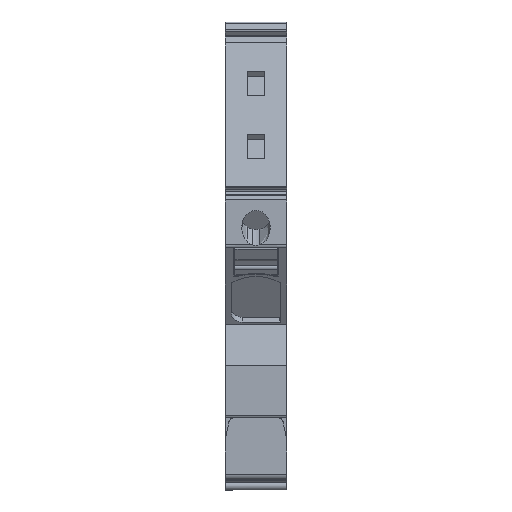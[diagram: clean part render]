
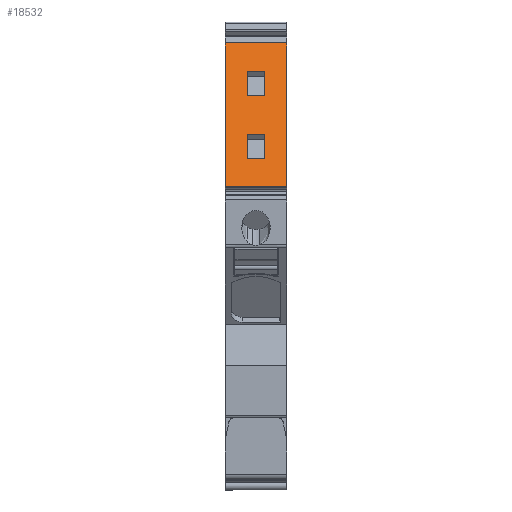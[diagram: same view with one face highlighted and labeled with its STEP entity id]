
A CAD part, top view. The second image highlights one B-rep face of the part: STEP entity #18532.
In plain terms, the highlighted planar face has unit normal (0, 0.342, 0.94).
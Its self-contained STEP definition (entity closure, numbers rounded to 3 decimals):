
#18444=AXIS2_PLACEMENT_3D('Plane Axis2P3D',#18441,#18442,#18443) ;
#13209=CARTESIAN_POINT('Vertex',(0.,59.049,50.598)) ;
#13212=CARTESIAN_POINT('Line Origine',(0.,73.051,45.502)) ;
#13216=CARTESIAN_POINT('Vertex',(0.,87.052,40.406)) ;
#18422=CARTESIAN_POINT('Line Origine',(6.61,87.052,40.406)) ;
#18426=CARTESIAN_POINT('Vertex',(12.,87.052,40.406)) ;
#18441=CARTESIAN_POINT('Axis2P3D Location',(6.,73.051,45.502)) ;
#18446=CARTESIAN_POINT('Line Origine',(6.,59.049,50.598)) ;
#18450=CARTESIAN_POINT('Vertex',(12.,59.049,50.598)) ;
#18453=CARTESIAN_POINT('Line Origine',(12.,73.051,45.502)) ;
#18464=CARTESIAN_POINT('Line Origine',(7.725,66.943,47.725)) ;
#18468=CARTESIAN_POINT('Vertex',(7.725,64.593,48.58)) ;
#18470=CARTESIAN_POINT('Vertex',(7.725,69.292,46.87)) ;
#18473=CARTESIAN_POINT('Line Origine',(6.,64.593,48.58)) ;
#18477=CARTESIAN_POINT('Vertex',(4.275,64.593,48.58)) ;
#18480=CARTESIAN_POINT('Line Origine',(4.275,66.943,47.725)) ;
#18484=CARTESIAN_POINT('Vertex',(4.275,69.292,46.87)) ;
#18487=CARTESIAN_POINT('Line Origine',(6.,69.292,46.87)) ;
#18498=CARTESIAN_POINT('Line Origine',(6.,81.508,42.424)) ;
#18502=CARTESIAN_POINT('Vertex',(7.725,81.508,42.424)) ;
#18504=CARTESIAN_POINT('Vertex',(4.275,81.508,42.424)) ;
#18507=CARTESIAN_POINT('Line Origine',(7.725,79.159,43.279)) ;
#18511=CARTESIAN_POINT('Vertex',(7.725,76.809,44.134)) ;
#18514=CARTESIAN_POINT('Line Origine',(6.,76.809,44.134)) ;
#18518=CARTESIAN_POINT('Vertex',(4.275,76.809,44.134)) ;
#18521=CARTESIAN_POINT('Line Origine',(4.275,79.159,43.279)) ;
#13213=DIRECTION('Vector Direction',(0.,-0.94,0.342)) ;
#18423=DIRECTION('Vector Direction',(-1.,0.,0.)) ;
#18442=DIRECTION('Axis2P3D Direction',(0.,0.342,0.94)) ;
#18443=DIRECTION('Axis2P3D XDirection',(1.,0.,0.)) ;
#18447=DIRECTION('Vector Direction',(1.,0.,0.)) ;
#18454=DIRECTION('Vector Direction',(0.,-0.94,0.342)) ;
#18465=DIRECTION('Vector Direction',(0.,-0.94,0.342)) ;
#18474=DIRECTION('Vector Direction',(1.,0.,0.)) ;
#18481=DIRECTION('Vector Direction',(0.,-0.94,0.342)) ;
#18488=DIRECTION('Vector Direction',(1.,0.,0.)) ;
#18499=DIRECTION('Vector Direction',(1.,0.,0.)) ;
#18508=DIRECTION('Vector Direction',(0.,-0.94,0.342)) ;
#18515=DIRECTION('Vector Direction',(1.,0.,0.)) ;
#18522=DIRECTION('Vector Direction',(0.,-0.94,0.342)) ;
#13214=VECTOR('Line Direction',#13213,1.) ;
#18424=VECTOR('Line Direction',#18423,1.) ;
#18448=VECTOR('Line Direction',#18447,1.) ;
#18455=VECTOR('Line Direction',#18454,1.) ;
#18466=VECTOR('Line Direction',#18465,1.) ;
#18475=VECTOR('Line Direction',#18474,1.) ;
#18482=VECTOR('Line Direction',#18481,1.) ;
#18489=VECTOR('Line Direction',#18488,1.) ;
#18500=VECTOR('Line Direction',#18499,1.) ;
#18509=VECTOR('Line Direction',#18508,1.) ;
#18516=VECTOR('Line Direction',#18515,1.) ;
#18523=VECTOR('Line Direction',#18522,1.) ;
#18459=ORIENTED_EDGE('',*,*,#18428,.F.) ;
#18460=ORIENTED_EDGE('',*,*,#13218,.F.) ;
#18461=ORIENTED_EDGE('',*,*,#18452,.T.) ;
#18462=ORIENTED_EDGE('',*,*,#18457,.F.) ;
#18493=ORIENTED_EDGE('',*,*,#18472,.F.) ;
#18494=ORIENTED_EDGE('',*,*,#18479,.F.) ;
#18495=ORIENTED_EDGE('',*,*,#18486,.F.) ;
#18496=ORIENTED_EDGE('',*,*,#18491,.F.) ;
#18527=ORIENTED_EDGE('',*,*,#18506,.F.) ;
#18528=ORIENTED_EDGE('',*,*,#18513,.F.) ;
#18529=ORIENTED_EDGE('',*,*,#18520,.F.) ;
#18530=ORIENTED_EDGE('',*,*,#18525,.F.) ;
#18497=FACE_BOUND('',#18492,.T.) ;
#18531=FACE_BOUND('',#18526,.T.) ;
#18532=ADVANCED_FACE('MLD_AITB_16_BB_NLO_MAINBODY',(#18463,#18497,#18531),#18445,.T.) ;
#13218=EDGE_CURVE('',#13210,#13217,#13215,.F.) ;
#18428=EDGE_CURVE('',#13217,#18427,#18425,.F.) ;
#18452=EDGE_CURVE('',#13210,#18451,#18449,.T.) ;
#18457=EDGE_CURVE('',#18427,#18451,#18456,.T.) ;
#18472=EDGE_CURVE('',#18469,#18471,#18467,.F.) ;
#18479=EDGE_CURVE('',#18478,#18469,#18476,.T.) ;
#18486=EDGE_CURVE('',#18485,#18478,#18483,.T.) ;
#18491=EDGE_CURVE('',#18471,#18485,#18490,.F.) ;
#18506=EDGE_CURVE('',#18503,#18505,#18501,.F.) ;
#18513=EDGE_CURVE('',#18512,#18503,#18510,.F.) ;
#18520=EDGE_CURVE('',#18519,#18512,#18517,.T.) ;
#18525=EDGE_CURVE('',#18505,#18519,#18524,.T.) ;
#18458=EDGE_LOOP('',(#18459,#18460,#18461,#18462)) ;
#18492=EDGE_LOOP('',(#18493,#18494,#18495,#18496)) ;
#18526=EDGE_LOOP('',(#18527,#18528,#18529,#18530)) ;
#18463=FACE_OUTER_BOUND('',#18458,.T.) ;
#13215=LINE('Line',#13212,#13214) ;
#18425=LINE('Line',#18422,#18424) ;
#18449=LINE('Line',#18446,#18448) ;
#18456=LINE('Line',#18453,#18455) ;
#18467=LINE('Line',#18464,#18466) ;
#18476=LINE('Line',#18473,#18475) ;
#18483=LINE('Line',#18480,#18482) ;
#18490=LINE('Line',#18487,#18489) ;
#18501=LINE('Line',#18498,#18500) ;
#18510=LINE('Line',#18507,#18509) ;
#18517=LINE('Line',#18514,#18516) ;
#18524=LINE('Line',#18521,#18523) ;
#18445=PLANE('',#18444) ;
#13210=VERTEX_POINT('',#13209) ;
#13217=VERTEX_POINT('',#13216) ;
#18427=VERTEX_POINT('',#18426) ;
#18451=VERTEX_POINT('',#18450) ;
#18469=VERTEX_POINT('',#18468) ;
#18471=VERTEX_POINT('',#18470) ;
#18478=VERTEX_POINT('',#18477) ;
#18485=VERTEX_POINT('',#18484) ;
#18503=VERTEX_POINT('',#18502) ;
#18505=VERTEX_POINT('',#18504) ;
#18512=VERTEX_POINT('',#18511) ;
#18519=VERTEX_POINT('',#18518) ;
